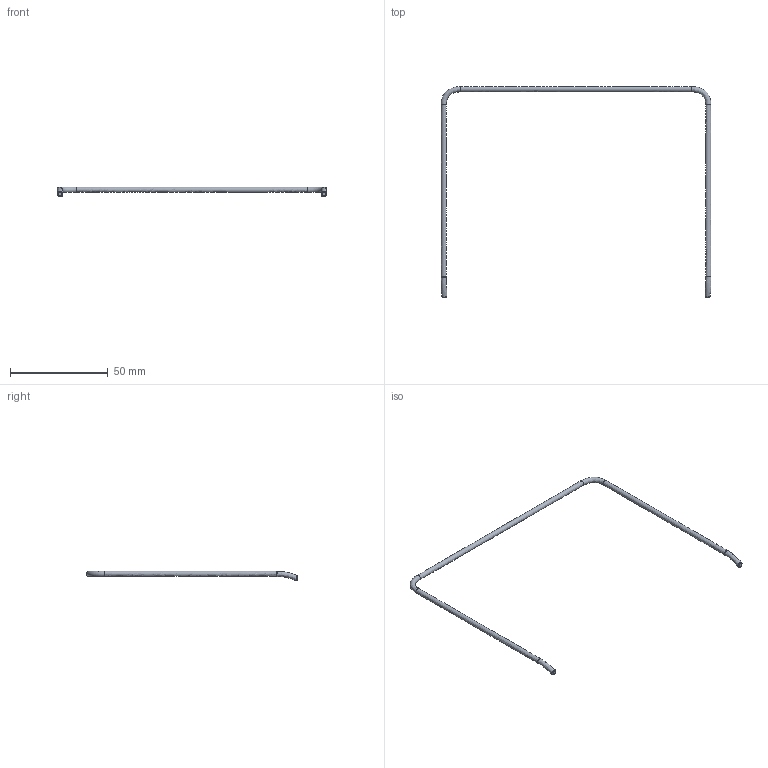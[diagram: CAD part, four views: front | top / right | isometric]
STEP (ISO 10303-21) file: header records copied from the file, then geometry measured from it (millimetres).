
FILE_DESCRIPTION(/* description */ (''),/* implementation_level */ '2;1');
FILE_NAME(/* name */ 'MS-02 oring_cord',/* time_stamp */ '2025-01-14T18:55:44-08:00',/* author */ (''),/* organization */ (''),/* preprocessor_version */ 'ST-DEVELOPER v16.5',/* originating_system */ 'Rhino 7.37',/* authorisation */ '');
FILE_SCHEMA (('CONFIG_CONTROL_DESIGN'));
Length unit declared in the file: millimetre
Products named in the file (1): Document
Bounding box: 137.83 x 107.62 x 4.94 mm (x, y, z)
Volume: 1961.3 mm3; surface area: 2912.2 mm2
Topology: 1 solids, 1 shells, 13 faces, 23 edges, 12 vertices
Faces by surface type: bspline 11, plane 2
Entity records: 1389 total; most frequent: CARTESIAN_POINT 1167, ORIENTED_EDGE 46, EDGE_CURVE 23, ADVANCED_FACE 13, FACE_OUTER_BOUND 13, EDGE_LOOP 13, VERTEX_POINT 12, ORGANIZATION 7
